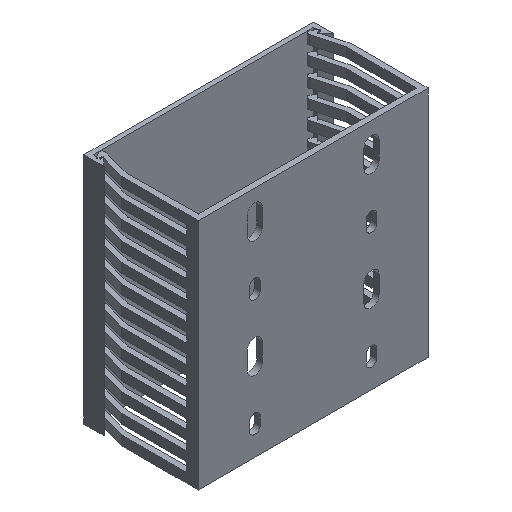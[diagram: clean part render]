
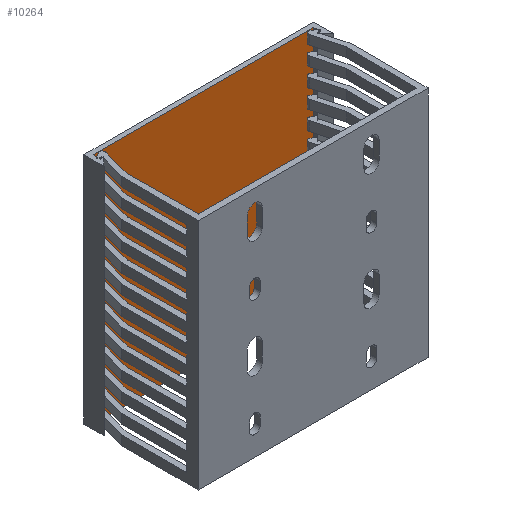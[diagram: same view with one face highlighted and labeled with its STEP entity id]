
A CAD part, isometric view. The second image highlights one B-rep face of the part: STEP entity #10264.
In plain terms, the highlighted planar face has unit normal (0, -1, 0).
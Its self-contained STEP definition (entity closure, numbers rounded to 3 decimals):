
#10032=DIRECTION('',(1.,0.,0.));
#10033=VECTOR('',#10032,94.5);
#10034=CARTESIAN_POINT('',(-47.25,-2.,50.));
#10035=LINE('',#10034,#10033);
#10036=DIRECTION('',(-1.,0.,0.));
#10037=VECTOR('',#10036,94.5);
#10038=CARTESIAN_POINT('',(47.25,-2.,-50.));
#10039=LINE('',#10038,#10037);
#10040=DIRECTION('',(0.,0.,1.));
#10041=VECTOR('',#10040,100.);
#10042=CARTESIAN_POINT('',(-47.25,-2.,-50.));
#10043=LINE('',#10042,#10041);
#10048=DIRECTION('',(0.,0.,1.));
#10049=VECTOR('',#10048,100.);
#10050=CARTESIAN_POINT('',(47.25,-2.,-50.));
#10051=LINE('',#10050,#10049);
#10088=CARTESIAN_POINT('',(-47.25,-2.,-50.));
#10089=CARTESIAN_POINT('',(-47.25,-2.,50.));
#10090=VERTEX_POINT('',#10088);
#10091=VERTEX_POINT('',#10089);
#10092=CARTESIAN_POINT('',(47.25,-2.,-50.));
#10093=CARTESIAN_POINT('',(47.25,-2.,50.));
#10094=VERTEX_POINT('',#10092);
#10095=VERTEX_POINT('',#10093);
#10252=CARTESIAN_POINT('',(-46.25,-2.,-50.));
#10253=DIRECTION('',(0.,-1.,0.));
#10254=DIRECTION('',(1.,0.,0.));
#10255=AXIS2_PLACEMENT_3D('',#10252,#10253,#10254);
#10256=PLANE('',#10255);
#10257=ORIENTED_EDGE('',*,*,#10159,.T.);
#10259=ORIENTED_EDGE('',*,*,#10258,.F.);
#10260=ORIENTED_EDGE('',*,*,#10123,.T.);
#10261=ORIENTED_EDGE('',*,*,#10245,.T.);
#10262=EDGE_LOOP('',(#10257,#10259,#10260,#10261));
#10263=FACE_OUTER_BOUND('',#10262,.F.);
#10123=EDGE_CURVE('',#10094,#10090,#10039,.T.);
#10159=EDGE_CURVE('',#10091,#10095,#10035,.T.);
#10245=EDGE_CURVE('',#10090,#10091,#10043,.T.);
#10258=EDGE_CURVE('',#10094,#10095,#10051,.T.);
#10264=ADVANCED_FACE('',(#10263),#10256,.T.);
